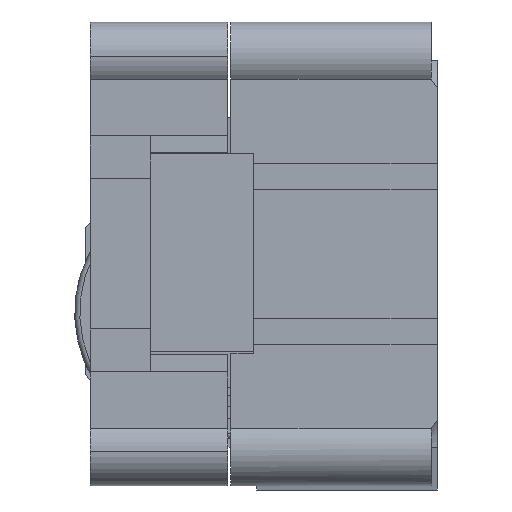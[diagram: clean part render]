
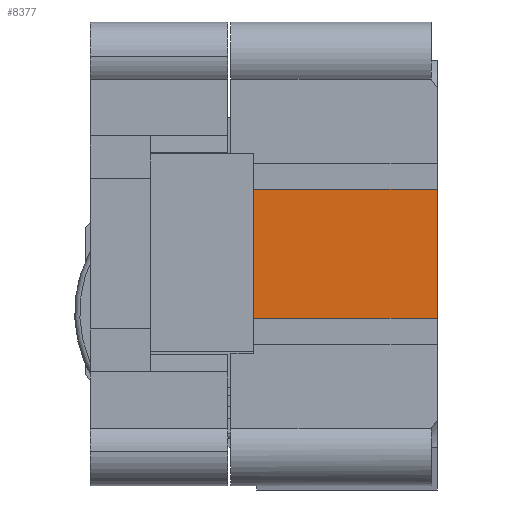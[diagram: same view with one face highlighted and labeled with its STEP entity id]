
A CAD part, left-side view. The second image highlights one B-rep face of the part: STEP entity #8377.
In plain terms, the highlighted planar face has unit normal (-1, 0, 0).
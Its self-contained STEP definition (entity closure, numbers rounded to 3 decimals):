
#31 = VECTOR ( 'NONE', #5309, 1000. ) ;
#277 = VERTEX_POINT ( 'NONE', #1066 ) ;
#542 = AXIS2_PLACEMENT_3D ( 'NONE', #11532, #16397, #8060 ) ;
#1066 = CARTESIAN_POINT ( 'NONE',  ( -24.5, -6., 7.5 ) ) ;
#1114 = FACE_OUTER_BOUND ( 'NONE', #11204, .T. ) ;
#1268 = CARTESIAN_POINT ( 'NONE',  ( -24.5, 15.42, 7.5 ) ) ;
#1533 = ORIENTED_EDGE ( 'NONE', *, *, #19559, .F. ) ;
#2811 = CARTESIAN_POINT ( 'NONE',  ( -24.5, -6., -7.5 ) ) ;
#3938 = VERTEX_POINT ( 'NONE', #1268 ) ;
#4459 = VECTOR ( 'NONE', #5877, 1000. ) ;
#4617 = PLANE ( 'NONE',  #542 ) ;
#5309 = DIRECTION ( 'NONE',  ( 0., 1., 0. ) ) ;
#5647 = CARTESIAN_POINT ( 'NONE',  ( -24.5, -16.44, -7.5 ) ) ;
#5855 = ORIENTED_EDGE ( 'NONE', *, *, #20945, .F. ) ;
#5877 = DIRECTION ( 'NONE',  ( 0., 0., -1. ) ) ;
#7583 = CARTESIAN_POINT ( 'NONE',  ( -24.5, -6., 22.5 ) ) ;
#7640 = VECTOR ( 'NONE', #9215, 1000. ) ;
#7916 = ORIENTED_EDGE ( 'NONE', *, *, #18633, .T. ) ;
#8060 = DIRECTION ( 'NONE',  ( 0., 1., 0. ) ) ;
#8377 = ADVANCED_FACE ( 'NONE', ( #1114 ), #4617, .F. ) ;
#8689 = ORIENTED_EDGE ( 'NONE', *, *, #15772, .F. ) ;
#9215 = DIRECTION ( 'NONE',  ( 0., 0., 1. ) ) ;
#9307 = CARTESIAN_POINT ( 'NONE',  ( -24.5, 15.42, -7.5 ) ) ;
#11204 = EDGE_LOOP ( 'NONE', ( #8689, #7916, #1533, #5855 ) ) ;
#11451 = DIRECTION ( 'NONE',  ( 0., 1., 0. ) ) ;
#11532 = CARTESIAN_POINT ( 'NONE',  ( -24.5, -6., 22.5 ) ) ;
#12540 = VECTOR ( 'NONE', #11451, 1000. ) ;
#12696 = LINE ( 'NONE', #19596, #7640 ) ;
#12829 = CARTESIAN_POINT ( 'NONE',  ( -24.5, -16.44, 7.5 ) ) ;
#14041 = LINE ( 'NONE', #7583, #4459 ) ;
#15705 = VERTEX_POINT ( 'NONE', #9307 ) ;
#15772 = EDGE_CURVE ( 'NONE', #277, #20621, #14041, .T. ) ;
#16397 = DIRECTION ( 'NONE',  ( 1., 0., 0. ) ) ;
#17915 = LINE ( 'NONE', #12829, #12540 ) ;
#18633 = EDGE_CURVE ( 'NONE', #277, #3938, #17915, .T. ) ;
#19559 = EDGE_CURVE ( 'NONE', #15705, #3938, #12696, .T. ) ;
#19596 = CARTESIAN_POINT ( 'NONE',  ( -24.5, 15.42, -11.6 ) ) ;
#20621 = VERTEX_POINT ( 'NONE', #2811 ) ;
#20940 = LINE ( 'NONE', #5647, #31 ) ;
#20945 = EDGE_CURVE ( 'NONE', #20621, #15705, #20940, .T. ) ;
